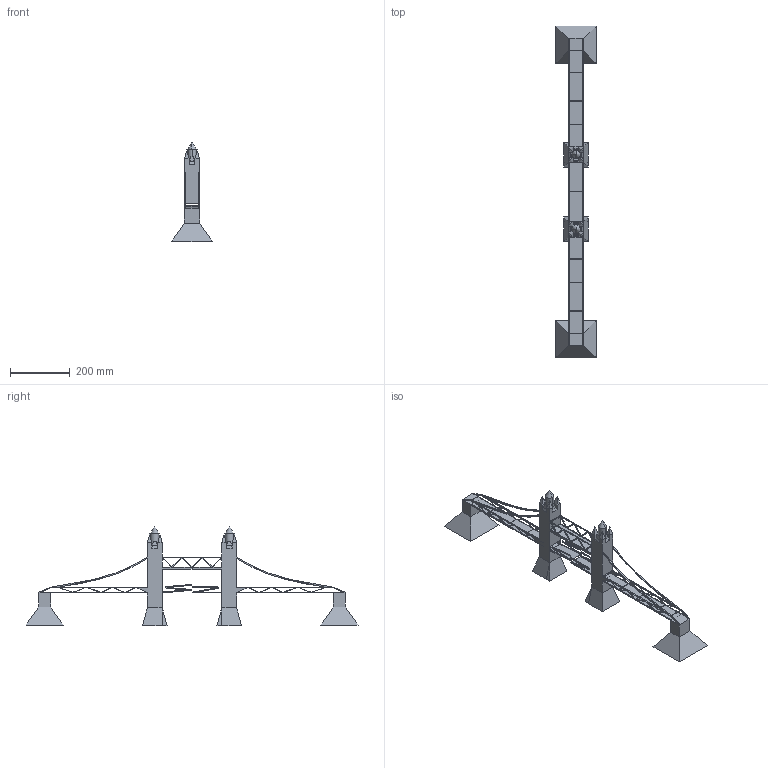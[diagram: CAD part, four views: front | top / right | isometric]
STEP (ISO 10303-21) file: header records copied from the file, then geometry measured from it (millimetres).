
FILE_DESCRIPTION(/* description */ (''),/* implementation_level */ '2;1');
FILE_NAME(/* name */ 'london bridge.step',/* time_stamp */ '2024-07-15T18:32:11+05:30',/* author */ (''),/* organization */ (''),/* preprocessor_version */ 'ST-DEVELOPER v20',/* originating_system */ 'Autodesk Translation Framework v13.14.0.145',/* authorisation */ '');
FILE_SCHEMA (('AUTOMOTIVE_DESIGN { 1 0 10303 214 3 1 1 }'));
Length unit declared in the file: millimetre
Products named in the file (3): final task 2; Component5; Component6
Assembly tree (2 placements, depth 2):
  final task 2
    Component5
    Component6
Bounding box: 134.64 x 1115.03 x 333.68 mm (x, y, z)
Volume: 2959750.4 mm3; surface area: 465667.5 mm2
Topology: 8 solids, 8 shells, 484 faces, 1374 edges, 870 vertices
Faces by surface type: plane 464, bspline 12, cone 4, cylinder 4
Entity records: 16428 total; most frequent: CARTESIAN_POINT 3806, ORIENTED_EDGE 2740, DIRECTION 2304, EDGE_CURVE 1370, LINE 1334, VECTOR 1334, VERTEX_POINT 870, EDGE_LOOP 544
